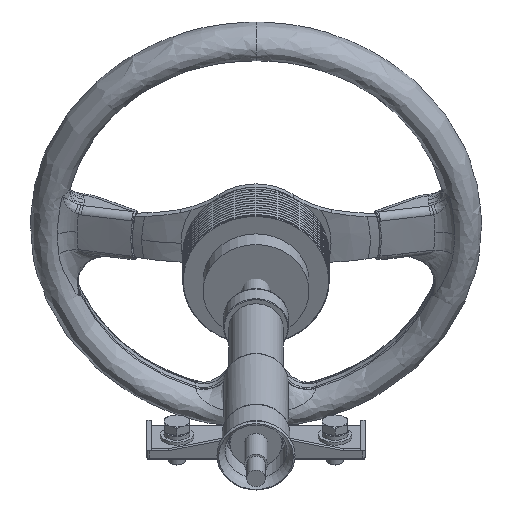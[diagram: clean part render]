
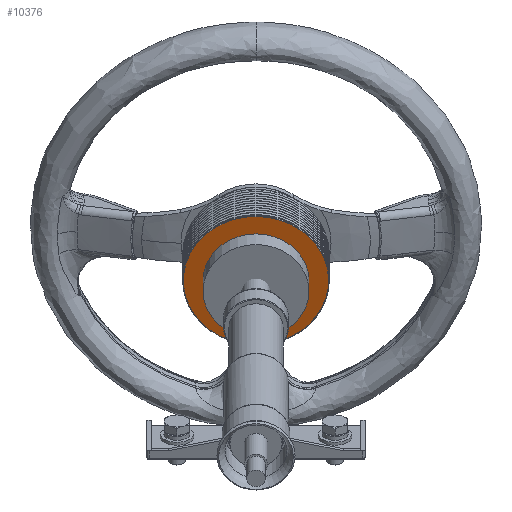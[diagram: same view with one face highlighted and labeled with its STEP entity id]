
A CAD part, left-side view. The second image highlights one B-rep face of the part: STEP entity #10376.
In plain terms, the highlighted planar face has unit normal (-0.881, 0, -0.473).
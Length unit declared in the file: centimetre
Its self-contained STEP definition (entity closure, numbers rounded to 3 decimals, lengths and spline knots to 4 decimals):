
#1763=PLANE('',#11422);
#2001=FACE_BOUND('',#3230,.T.);
#2424=FACE_OUTER_BOUND('',#3229,.T.);
#3229=EDGE_LOOP('',(#8396,#8397,#8398,#8399,#8400,#8401,#8402));
#3230=EDGE_LOOP('',(#8403));
#3930=CIRCLE('',#11421,3.75);
#3931=CIRCLE('',#11423,5.15);
#3932=CIRCLE('',#11424,5.15);
#3933=CIRCLE('',#11425,5.15);
#3934=CIRCLE('',#11426,5.15);
#3935=CIRCLE('',#11427,5.15);
#3936=CIRCLE('',#11428,5.15);
#3937=CIRCLE('',#11429,5.1501);
#4834=VERTEX_POINT('',#17239);
#4835=VERTEX_POINT('',#17242);
#4836=VERTEX_POINT('',#17243);
#4837=VERTEX_POINT('',#17245);
#4838=VERTEX_POINT('',#17247);
#4839=VERTEX_POINT('',#17249);
#4840=VERTEX_POINT('',#17251);
#4841=VERTEX_POINT('',#17253);
#6091=EDGE_CURVE('',#4834,#4834,#3930,.T.);
#6092=EDGE_CURVE('',#4835,#4836,#3931,.T.);
#6093=EDGE_CURVE('',#4836,#4837,#3932,.T.);
#6094=EDGE_CURVE('',#4837,#4838,#3933,.T.);
#6095=EDGE_CURVE('',#4838,#4839,#3934,.T.);
#6096=EDGE_CURVE('',#4839,#4840,#3935,.T.);
#6097=EDGE_CURVE('',#4840,#4841,#3936,.T.);
#6098=EDGE_CURVE('',#4841,#4835,#3937,.T.);
#8396=ORIENTED_EDGE('',*,*,#6092,.T.);
#8397=ORIENTED_EDGE('',*,*,#6093,.T.);
#8398=ORIENTED_EDGE('',*,*,#6094,.T.);
#8399=ORIENTED_EDGE('',*,*,#6095,.T.);
#8400=ORIENTED_EDGE('',*,*,#6096,.T.);
#8401=ORIENTED_EDGE('',*,*,#6097,.T.);
#8402=ORIENTED_EDGE('',*,*,#6098,.T.);
#8403=ORIENTED_EDGE('',*,*,#6091,.T.);
#10376=ADVANCED_FACE('',(#2424,#2001),#1763,.F.);
#11421=AXIS2_PLACEMENT_3D('',#17240,#13858,#13859);
#11422=AXIS2_PLACEMENT_3D('',#17241,#13860,#13861);
#11423=AXIS2_PLACEMENT_3D('',#17244,#13862,#13863);
#11424=AXIS2_PLACEMENT_3D('',#17246,#13864,#13865);
#11425=AXIS2_PLACEMENT_3D('',#17248,#13866,#13867);
#11426=AXIS2_PLACEMENT_3D('',#17250,#13868,#13869);
#11427=AXIS2_PLACEMENT_3D('',#17252,#13870,#13871);
#11428=AXIS2_PLACEMENT_3D('',#17254,#13872,#13873);
#11429=AXIS2_PLACEMENT_3D('',#17255,#13874,#13875);
#13858=DIRECTION('center_axis',(0.881,0.,0.473));
#13859=DIRECTION('ref_axis',(-0.473,0.,0.881));
#13860=DIRECTION('center_axis',(0.881,0.,0.473));
#13861=DIRECTION('ref_axis',(0.473,0.,-0.881));
#13862=DIRECTION('center_axis',(-0.881,0.,
-0.473));
#13863=DIRECTION('ref_axis',(-0.452,0.293,0.842));
#13864=DIRECTION('center_axis',(-0.881,0.,
-0.473));
#13865=DIRECTION('ref_axis',(-0.446,0.331,0.832));
#13866=DIRECTION('center_axis',(-0.881,0.,
-0.473));
#13867=DIRECTION('ref_axis',(0.415,0.479,-0.773));
#13868=DIRECTION('center_axis',(-0.881,0.,
-0.473));
#13869=DIRECTION('ref_axis',(0.473,0.,-0.881));
#13870=DIRECTION('center_axis',(-0.881,0.,
-0.473));
#13871=DIRECTION('ref_axis',(0.452,-0.293,-0.842));
#13872=DIRECTION('center_axis',(-0.881,0.,
-0.473));
#13873=DIRECTION('ref_axis',(-0.415,-0.479,0.773));
#13874=DIRECTION('center_axis',(-0.881,0.,
-0.473));
#13875=DIRECTION('ref_axis',(-0.473,0.,0.881));
#17239=CARTESIAN_POINT('',(48.1853,-27.9977,70.6833));
#17240=CARTESIAN_POINT('Origin',(49.9577,-27.9977,67.3786));
#17241=CARTESIAN_POINT('Origin',(49.9577,-27.997,67.3786));
#17242=CARTESIAN_POINT('',(47.6307,-26.4872,71.7175));
#17243=CARTESIAN_POINT('',(47.661,-26.2923,71.661));
#17244=CARTESIAN_POINT('Origin',(49.9577,-27.9977,67.3786));
#17245=CARTESIAN_POINT('',(52.0938,-25.5287,63.3957));
#17246=CARTESIAN_POINT('Origin',(49.9577,-27.9977,67.3786));
#17247=CARTESIAN_POINT('',(52.3918,-27.9977,62.8401));
#17248=CARTESIAN_POINT('Origin',(49.9577,-27.9977,67.3786));
#17249=CARTESIAN_POINT('',(52.2847,-29.5083,63.0397));
#17250=CARTESIAN_POINT('Origin',(49.9577,-27.9977,67.3786));
#17251=CARTESIAN_POINT('',(47.8216,-30.4668,71.3615));
#17252=CARTESIAN_POINT('Origin',(49.9577,-27.9977,67.3786));
#17253=CARTESIAN_POINT('',(47.5236,-27.9977,71.9171));
#17254=CARTESIAN_POINT('Origin',(49.9577,-27.9977,67.3786));
#17255=CARTESIAN_POINT('Origin',(49.9577,-27.9977,67.3786));
